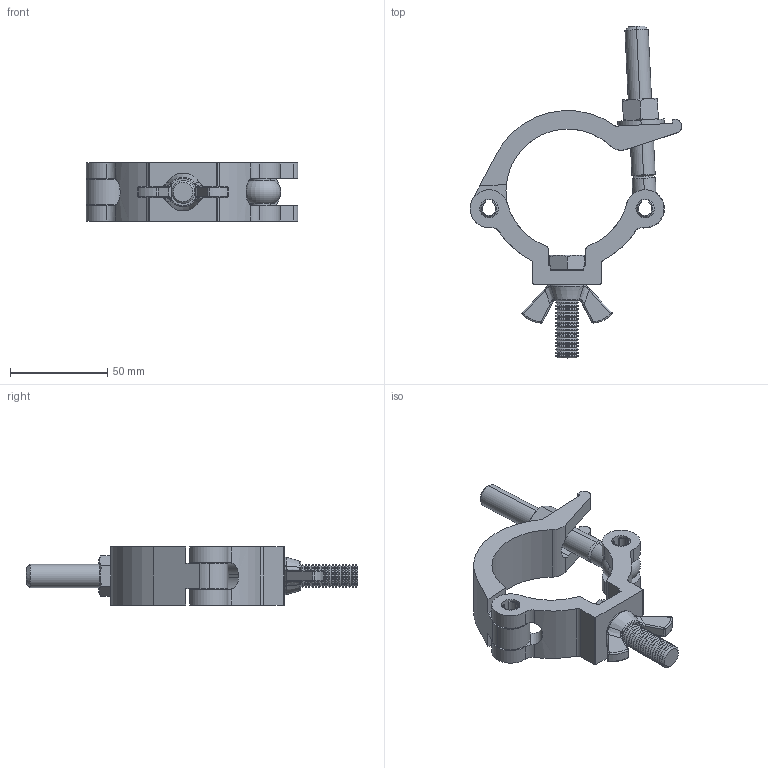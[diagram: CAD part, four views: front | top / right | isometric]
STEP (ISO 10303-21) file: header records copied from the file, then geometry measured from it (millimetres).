
FILE_DESCRIPTION (( 'STEP AP203' ), '1' );
FILE_NAME ('T57415.STEP', '2024-11-06T11:55:29', ( '' ), ( '' ), 'SwSTEP 2.0', 'SolidWorks 2022', '' );
FILE_SCHEMA (( 'CONFIG_CONTROL_DESIGN' ));
Length unit declared in the file: millimetre
Products named in the file (12): T57415; Hex Bolt_ISO 4016 - M12 x 45 x 45-WS; TH733; A Washer_Bright washer BS 4320 - M12 (Form A); TH2018_TH2018 - 30MM WIDE; F883_DIN 315-M12-GT-C-N; TH460_TH649; TH2017_TH2017 - 30MM WIDE; TH647_TH648; Hex Nut Style 1 GradeAB_Doughty Fastners_Hexagon Nut ISO - 4032 - M12 - D - S; T78055; F791
Assembly tree (12 placements, depth 3):
  T57415
    TH460_TH649
      TH2017_TH2017 - 30MM WIDE
    TH647_TH648
      TH2018_TH2018 - 30MM WIDE
    T78055
      TH733
      A Washer_Bright washer BS 4320 - M12 (Form A)
      Hex Nut Style 1 GradeAB_Doughty Fastners_Hexagon Nut ISO - 4032 - M12 - D - S
    F791  x2
    Hex Bolt_ISO 4016 - M12 x 45 x 45-WS
    F883_DIN 315-M12-GT-C-N
Bounding box: 109.04 x 171 x 29.9 mm (x, y, z)
Volume: 90101.2 mm3; surface area: 38740.7 mm2
Topology: 9 solids, 9 shells, 470 faces, 1158 edges, 700 vertices
Faces by surface type: cone 176, cylinder 168, plane 80, bspline 28, torus 10, sphere 8
Entity records: 15634 total; most frequent: CARTESIAN_POINT 3484, DIRECTION 2458, ORIENTED_EDGE 2224, EDGE_CURVE 1112, AXIS2_PLACEMENT_3D 1014, VERTEX_POINT 676, CIRCLE 570, EDGE_LOOP 476
